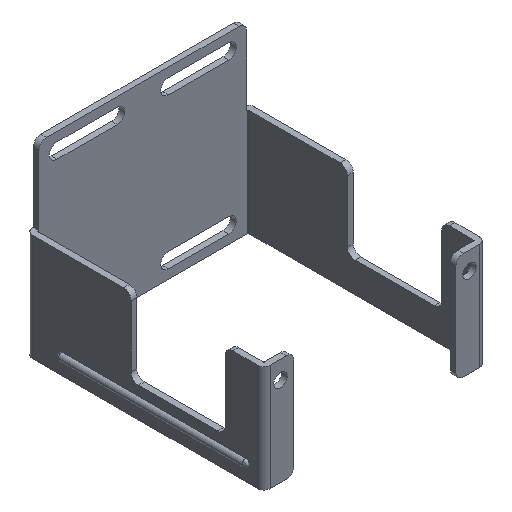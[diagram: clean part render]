
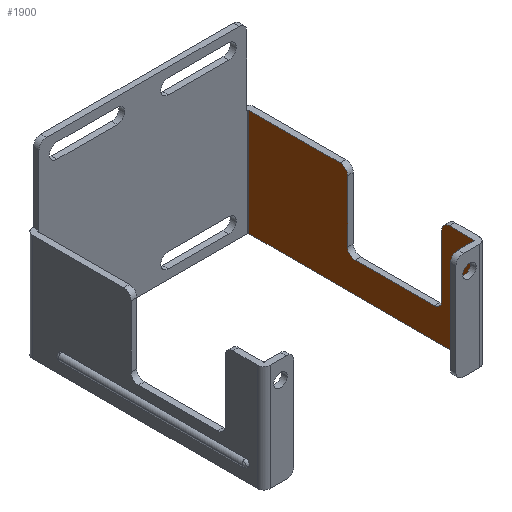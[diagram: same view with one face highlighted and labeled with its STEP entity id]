
A CAD part, isometric view. The second image highlights one B-rep face of the part: STEP entity #1900.
In plain terms, the highlighted planar face has unit normal (-1, 0, 0).
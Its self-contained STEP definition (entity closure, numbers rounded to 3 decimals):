
#36 = DIRECTION ( 'NONE',  ( 0., 1., 0. ) ) ;
#49 = CIRCLE ( 'NONE', #1666, 2.5 ) ;
#69 = CARTESIAN_POINT ( 'NONE',  ( 71.9, -34.95, 33. ) ) ;
#75 = CARTESIAN_POINT ( 'NONE',  ( 71.9, -76.9, 0. ) ) ;
#164 = ORIENTED_EDGE ( 'NONE', *, *, #815, .T. ) ;
#229 = DIRECTION ( 'NONE',  ( 0., 0., 1. ) ) ;
#268 = PLANE ( 'NONE',  #1994 ) ;
#303 = EDGE_CURVE ( 'NONE', #3941, #2605, #2554, .T. ) ;
#304 = VECTOR ( 'NONE', #2691, 1000. ) ;
#320 = ORIENTED_EDGE ( 'NONE', *, *, #1164, .T. ) ;
#387 = ORIENTED_EDGE ( 'NONE', *, *, #3869, .T. ) ;
#394 = VERTEX_POINT ( 'NONE', #1762 ) ;
#406 = DIRECTION ( 'NONE',  ( -1., 0., 0. ) ) ;
#495 = CARTESIAN_POINT ( 'NONE',  ( 71.9, -63.7, 12.5 ) ) ;
#560 = LINE ( 'NONE', #1878, #1576 ) ;
#589 = EDGE_CURVE ( 'NONE', #2605, #2312, #560, .T. ) ;
#593 = LINE ( 'NONE', #2100, #304 ) ;
#596 = CARTESIAN_POINT ( 'NONE',  ( 71.9, -34.95, 0. ) ) ;
#603 = CARTESIAN_POINT ( 'NONE',  ( 71.9, -37.45, 10. ) ) ;
#666 = AXIS2_PLACEMENT_3D ( 'NONE', #495, #3261, #3565 ) ;
#673 = DIRECTION ( 'NONE',  ( 0., -1., 0. ) ) ;
#708 = VERTEX_POINT ( 'NONE', #1433 ) ;
#710 = EDGE_CURVE ( 'NONE', #3348, #2654, #2486, .T. ) ;
#726 = ORIENTED_EDGE ( 'NONE', *, *, #1389, .T. ) ;
#735 = AXIS2_PLACEMENT_3D ( 'NONE', #1108, #3625, #2344 ) ;
#774 = EDGE_CURVE ( 'NONE', #2654, #1810, #1758, .T. ) ;
#791 = LINE ( 'NONE', #2894, #3368 ) ;
#792 = CARTESIAN_POINT ( 'NONE',  ( 71.9, -66.2, 0. ) ) ;
#801 = AXIS2_PLACEMENT_3D ( 'NONE', #1664, #1319, #2294 ) ;
#815 = EDGE_CURVE ( 'NONE', #394, #3710, #2960, .T. ) ;
#848 = LINE ( 'NONE', #596, #1993 ) ;
#923 = CARTESIAN_POINT ( 'NONE',  ( 71.9, -2.2, 35.5 ) ) ;
#1108 = CARTESIAN_POINT ( 'NONE',  ( 71.9, -68.7, 33. ) ) ;
#1117 = ORIENTED_EDGE ( 'NONE', *, *, #589, .T. ) ;
#1164 = EDGE_CURVE ( 'NONE', #2312, #2101, #593, .T. ) ;
#1319 = DIRECTION ( 'NONE',  ( -1., 0., 0. ) ) ;
#1368 = ORIENTED_EDGE ( 'NONE', *, *, #303, .T. ) ;
#1385 = CARTESIAN_POINT ( 'NONE',  ( 71.9, -76.9, 0. ) ) ;
#1389 = EDGE_CURVE ( 'NONE', #2717, #3020, #3251, .T. ) ;
#1433 = CARTESIAN_POINT ( 'NONE',  ( 71.9, -34.95, 12.5 ) ) ;
#1498 = FACE_OUTER_BOUND ( 'NONE', #3454, .T. ) ;
#1534 = CARTESIAN_POINT ( 'NONE',  ( 71.9, -66.2, 33. ) ) ;
#1576 = VECTOR ( 'NONE', #1897, 1000. ) ;
#1655 = EDGE_CURVE ( 'NONE', #2101, #2717, #791, .T. ) ;
#1664 = CARTESIAN_POINT ( 'NONE',  ( 71.9, -32.45, 33. ) ) ;
#1666 = AXIS2_PLACEMENT_3D ( 'NONE', #2532, #3796, #673 ) ;
#1758 = LINE ( 'NONE', #2327, #2417 ) ;
#1762 = CARTESIAN_POINT ( 'NONE',  ( 71.9, -68.7, 35.5 ) ) ;
#1786 = CARTESIAN_POINT ( 'NONE',  ( 71.9, -2.2, 0. ) ) ;
#1810 = VERTEX_POINT ( 'NONE', #603 ) ;
#1878 = CARTESIAN_POINT ( 'NONE',  ( 71.9, -76.9, 35.5 ) ) ;
#1897 = DIRECTION ( 'NONE',  ( 0., 1., 0. ) ) ;
#1900 = ADVANCED_FACE ( 'NONE', ( #1498 ), #268, .T. ) ;
#1993 = VECTOR ( 'NONE', #229, 1000. ) ;
#1994 = AXIS2_PLACEMENT_3D ( 'NONE', #75, #406, #3489 ) ;
#2020 = DIRECTION ( 'NONE',  ( 0., 1., 0. ) ) ;
#2100 = CARTESIAN_POINT ( 'NONE',  ( 71.9, -2.2, 0. ) ) ;
#2101 = VERTEX_POINT ( 'NONE', #1786 ) ;
#2164 = CARTESIAN_POINT ( 'NONE',  ( 71.9, -76.9, 35.5 ) ) ;
#2294 = DIRECTION ( 'NONE',  ( 0., 0., 1. ) ) ;
#2312 = VERTEX_POINT ( 'NONE', #923 ) ;
#2327 = CARTESIAN_POINT ( 'NONE',  ( 71.9, -76.9, 10. ) ) ;
#2344 = DIRECTION ( 'NONE',  ( 0., 0., 1. ) ) ;
#2390 = VECTOR ( 'NONE', #36, 1000. ) ;
#2396 = EDGE_CURVE ( 'NONE', #1810, #708, #49, .T. ) ;
#2417 = VECTOR ( 'NONE', #2020, 1000. ) ;
#2433 = ORIENTED_EDGE ( 'NONE', *, *, #2396, .T. ) ;
#2461 = VECTOR ( 'NONE', #3594, 1000. ) ;
#2486 = CIRCLE ( 'NONE', #666, 2.5 ) ;
#2531 = EDGE_CURVE ( 'NONE', #708, #3941, #848, .T. ) ;
#2532 = CARTESIAN_POINT ( 'NONE',  ( 71.9, -37.45, 12.5 ) ) ;
#2554 = CIRCLE ( 'NONE', #801, 2.5 ) ;
#2605 = VERTEX_POINT ( 'NONE', #2879 ) ;
#2625 = DIRECTION ( 'NONE',  ( 0., 0., 1. ) ) ;
#2654 = VERTEX_POINT ( 'NONE', #3167 ) ;
#2672 = ORIENTED_EDGE ( 'NONE', *, *, #3613, .T. ) ;
#2691 = DIRECTION ( 'NONE',  ( 0., 0., -1. ) ) ;
#2708 = VECTOR ( 'NONE', #2625, 1000. ) ;
#2717 = VERTEX_POINT ( 'NONE', #3931 ) ;
#2876 = CARTESIAN_POINT ( 'NONE',  ( 71.9, -76.9, 35.5 ) ) ;
#2879 = CARTESIAN_POINT ( 'NONE',  ( 71.9, -32.45, 35.5 ) ) ;
#2894 = CARTESIAN_POINT ( 'NONE',  ( 71.9, -31.352, 0. ) ) ;
#2960 = CIRCLE ( 'NONE', #735, 2.5 ) ;
#2978 = DIRECTION ( 'NONE',  ( 0., -1., 0. ) ) ;
#3020 = VERTEX_POINT ( 'NONE', #2876 ) ;
#3058 = ORIENTED_EDGE ( 'NONE', *, *, #2531, .T. ) ;
#3090 = LINE ( 'NONE', #2164, #2390 ) ;
#3167 = CARTESIAN_POINT ( 'NONE',  ( 71.9, -63.7, 10. ) ) ;
#3251 = LINE ( 'NONE', #1385, #2708 ) ;
#3261 = DIRECTION ( 'NONE',  ( 1., 0., 0. ) ) ;
#3348 = VERTEX_POINT ( 'NONE', #3718 ) ;
#3368 = VECTOR ( 'NONE', #2978, 1000. ) ;
#3454 = EDGE_LOOP ( 'NONE', ( #726, #2672, #164, #387, #3683, #3868, #2433, #3058, #1368, #1117, #320, #3532 ) ) ;
#3489 = DIRECTION ( 'NONE',  ( 0., -1., 0. ) ) ;
#3532 = ORIENTED_EDGE ( 'NONE', *, *, #1655, .T. ) ;
#3565 = DIRECTION ( 'NONE',  ( 0., -1., 0. ) ) ;
#3594 = DIRECTION ( 'NONE',  ( 0., 0., -1. ) ) ;
#3613 = EDGE_CURVE ( 'NONE', #3020, #394, #3090, .T. ) ;
#3625 = DIRECTION ( 'NONE',  ( -1., 0., 0. ) ) ;
#3683 = ORIENTED_EDGE ( 'NONE', *, *, #710, .T. ) ;
#3710 = VERTEX_POINT ( 'NONE', #1534 ) ;
#3718 = CARTESIAN_POINT ( 'NONE',  ( 71.9, -66.2, 12.5 ) ) ;
#3796 = DIRECTION ( 'NONE',  ( 1., 0., 0. ) ) ;
#3867 = LINE ( 'NONE', #792, #2461 ) ;
#3868 = ORIENTED_EDGE ( 'NONE', *, *, #774, .T. ) ;
#3869 = EDGE_CURVE ( 'NONE', #3710, #3348, #3867, .T. ) ;
#3931 = CARTESIAN_POINT ( 'NONE',  ( 71.9, -76.9, 0. ) ) ;
#3941 = VERTEX_POINT ( 'NONE', #69 ) ;
